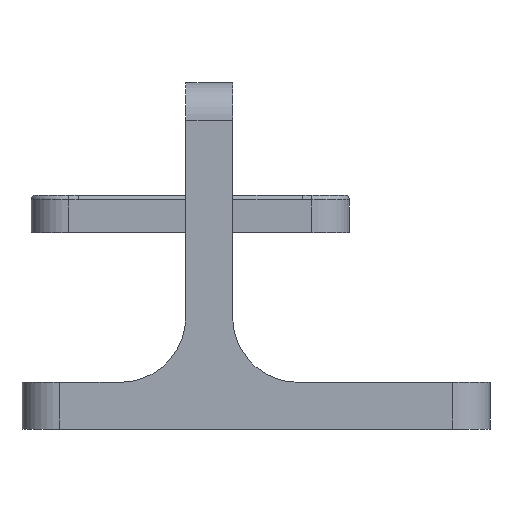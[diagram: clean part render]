
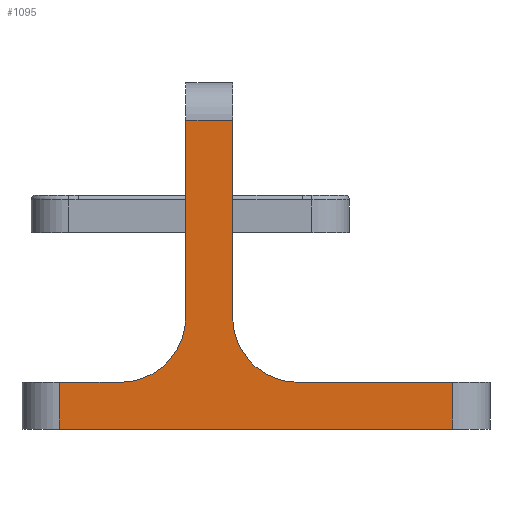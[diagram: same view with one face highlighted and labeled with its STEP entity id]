
A CAD part, left-side view. The second image highlights one B-rep face of the part: STEP entity #1095.
In plain terms, the highlighted planar face has unit normal (-1, 0, 0).
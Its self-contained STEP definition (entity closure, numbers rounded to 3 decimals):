
#55=PLANE('',#1186);
#77=FACE_OUTER_BOUND('',#143,.T.);
#143=EDGE_LOOP('',(#761,#762,#763,#764,#765,#766,#767,#768,#769,#770));
#215=LINE('',#1685,#299);
#220=LINE('',#1708,#304);
#225=LINE('',#1721,#309);
#227=LINE('',#1725,#311);
#228=LINE('',#1728,#312);
#229=LINE('',#1730,#313);
#230=LINE('',#1732,#314);
#231=LINE('',#1733,#315);
#299=VECTOR('',#1322,10.);
#304=VECTOR('',#1343,10.);
#309=VECTOR('',#1356,10.);
#311=VECTOR('',#1362,10.);
#312=VECTOR('',#1365,10.);
#313=VECTOR('',#1366,10.);
#314=VECTOR('',#1367,10.);
#315=VECTOR('',#1368,10.);
#380=CIRCLE('',#1168,7.);
#386=CIRCLE('',#1176,7.);
#455=VERTEX_POINT('',#1671);
#456=VERTEX_POINT('',#1673);
#460=VERTEX_POINT('',#1683);
#465=VERTEX_POINT('',#1694);
#466=VERTEX_POINT('',#1696);
#470=VERTEX_POINT('',#1706);
#474=VERTEX_POINT('',#1720);
#475=VERTEX_POINT('',#1727);
#476=VERTEX_POINT('',#1729);
#477=VERTEX_POINT('',#1731);
#557=EDGE_CURVE('',#455,#456,#380,.T.);
#563=EDGE_CURVE('',#455,#460,#215,.T.);
#568=EDGE_CURVE('',#465,#466,#386,.T.);
#574=EDGE_CURVE('',#465,#470,#220,.T.);
#580=EDGE_CURVE('',#474,#456,#225,.T.);
#583=EDGE_CURVE('',#474,#470,#227,.T.);
#584=EDGE_CURVE('',#475,#460,#228,.T.);
#585=EDGE_CURVE('',#475,#476,#229,.T.);
#586=EDGE_CURVE('',#477,#476,#230,.T.);
#587=EDGE_CURVE('',#477,#466,#231,.T.);
#761=ORIENTED_EDGE('',*,*,#583,.F.);
#762=ORIENTED_EDGE('',*,*,#580,.T.);
#763=ORIENTED_EDGE('',*,*,#557,.F.);
#764=ORIENTED_EDGE('',*,*,#563,.T.);
#765=ORIENTED_EDGE('',*,*,#584,.F.);
#766=ORIENTED_EDGE('',*,*,#585,.T.);
#767=ORIENTED_EDGE('',*,*,#586,.F.);
#768=ORIENTED_EDGE('',*,*,#587,.T.);
#769=ORIENTED_EDGE('',*,*,#568,.F.);
#770=ORIENTED_EDGE('',*,*,#574,.T.);
#1095=ADVANCED_FACE('',(#77),#55,.T.);
#1168=AXIS2_PLACEMENT_3D('',#1674,#1311,#1312);
#1176=AXIS2_PLACEMENT_3D('',#1697,#1332,#1333);
#1186=AXIS2_PLACEMENT_3D('',#1726,#1363,#1364);
#1311=DIRECTION('center_axis',(-1.,0.,0.));
#1312=DIRECTION('ref_axis',(0.,-0.707,-0.707));
#1322=DIRECTION('',(0.,1.,0.));
#1332=DIRECTION('center_axis',(-1.,0.,0.));
#1333=DIRECTION('ref_axis',(0.,0.707,-0.707));
#1343=DIRECTION('',(0.,0.,1.));
#1356=DIRECTION('',(0.,0.,-1.));
#1362=DIRECTION('',(0.,-1.,0.));
#1363=DIRECTION('center_axis',(-1.,0.,0.));
#1364=DIRECTION('ref_axis',(0.,0.,1.));
#1365=DIRECTION('',(0.,0.,1.));
#1366=DIRECTION('',(0.,-1.,0.));
#1367=DIRECTION('',(0.,0.,-1.));
#1368=DIRECTION('',(0.,1.,0.));
#1671=CARTESIAN_POINT('',(-30.,9.5,-16.));
#1673=CARTESIAN_POINT('',(-30.,2.5,-9.));
#1674=CARTESIAN_POINT('Origin',(-30.,9.5,-9.));
#1683=CARTESIAN_POINT('',(-30.,16.,-16.));
#1685=CARTESIAN_POINT('',(-30.,0.,-16.));
#1694=CARTESIAN_POINT('',(-30.,-2.5,-9.));
#1696=CARTESIAN_POINT('',(-30.,-9.5,-16.));
#1697=CARTESIAN_POINT('Origin',(-30.,-9.5,-9.));
#1706=CARTESIAN_POINT('',(-30.,-2.5,12.));
#1708=CARTESIAN_POINT('',(-30.,-2.5,-16.));
#1720=CARTESIAN_POINT('',(-30.,2.5,12.));
#1721=CARTESIAN_POINT('',(-30.,2.5,16.));
#1725=CARTESIAN_POINT('',(-30.,-3.75,12.));
#1726=CARTESIAN_POINT('Origin',(-30.,-5.,-2.5));
#1727=CARTESIAN_POINT('',(-30.,16.,-21.));
#1728=CARTESIAN_POINT('',(-30.,16.,-9.25));
#1729=CARTESIAN_POINT('',(-30.,-26.,-21.));
#1730=CARTESIAN_POINT('',(-30.,-30.,-21.));
#1731=CARTESIAN_POINT('',(-30.,-26.,-16.));
#1732=CARTESIAN_POINT('',(-30.,-26.,-11.75));
#1733=CARTESIAN_POINT('',(-30.,0.,-16.));
